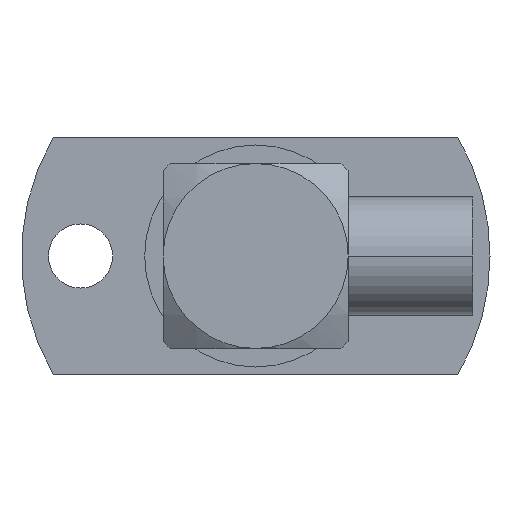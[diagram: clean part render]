
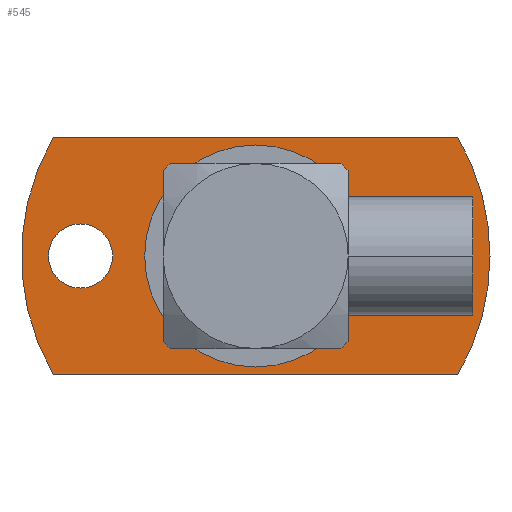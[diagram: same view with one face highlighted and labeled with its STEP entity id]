
A CAD part, front view. The second image highlights one B-rep face of the part: STEP entity #545.
In plain terms, the highlighted planar face has unit normal (0, -1, 0).
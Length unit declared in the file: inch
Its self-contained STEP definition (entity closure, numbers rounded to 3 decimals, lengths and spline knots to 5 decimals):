
#285 = CARTESIAN_POINT ( 'NONE',  ( 0.27953, 0.44094, 0. ) ) ;
#302 = ORIENTED_EDGE ( 'NONE', *, *, #7839, .T. ) ;
#388 = DIRECTION ( 'NONE',  ( -1., 0., 0. ) ) ;
#545 = ADVANCED_FACE ( 'NONE', ( #12030, #8841, #3010, #8690 ), #7508, .T. ) ;
#764 = VERTEX_POINT ( 'NONE', #1598 ) ;
#1000 = CIRCLE ( 'NONE', #13498, 0.05118 ) ;
#1207 = CARTESIAN_POINT ( 'NONE',  ( 0.33071, 0.44094, 0. ) ) ;
#1231 = EDGE_CURVE ( 'NONE', #11700, #5769, #1802, .T. ) ;
#1451 = CARTESIAN_POINT ( 'NONE',  ( 0.32276, 0.44094, 0.18898 ) ) ;
#1598 = CARTESIAN_POINT ( 'NONE',  ( -0.32276, 0.44094, -0.18898 ) ) ;
#1802 = CIRCLE ( 'NONE', #3201, 0.05118 ) ;
#1917 = ORIENTED_EDGE ( 'NONE', *, *, #5299, .F. ) ;
#1993 = ORIENTED_EDGE ( 'NONE', *, *, #13072, .T. ) ;
#2126 = CIRCLE ( 'NONE', #11329, 0.17717 ) ;
#2345 = VECTOR ( 'NONE', #8472, 39.37008 ) ;
#2376 = CARTESIAN_POINT ( 'NONE',  ( -0.17717, 0.44094, 0. ) ) ;
#2416 = CIRCLE ( 'NONE', #12555, 0.17717 ) ;
#2643 = VERTEX_POINT ( 'NONE', #1207 ) ;
#2694 = DIRECTION ( 'NONE',  ( 0., 1., 0. ) ) ;
#2706 = CARTESIAN_POINT ( 'NONE',  ( 0.37402, 0.44094, 0. ) ) ;
#2805 = ORIENTED_EDGE ( 'NONE', *, *, #12421, .T. ) ;
#3010 = FACE_BOUND ( 'NONE', #4553, .T. ) ;
#3023 = DIRECTION ( 'NONE',  ( 0., -1., 0. ) ) ;
#3087 = CARTESIAN_POINT ( 'NONE',  ( 0., 0.44094, 0. ) ) ;
#3159 = EDGE_LOOP ( 'NONE', ( #5296, #1917, #2805, #9320, #9522 ) ) ;
#3167 = ORIENTED_EDGE ( 'NONE', *, *, #8542, .T. ) ;
#3201 = AXIS2_PLACEMENT_3D ( 'NONE', #12813, #2694, #7196 ) ;
#3270 = CARTESIAN_POINT ( 'NONE',  ( -0.32276, 0.44094, 0.18898 ) ) ;
#3292 = DIRECTION ( 'NONE',  ( 0.863, 0., -0.505 ) ) ;
#3801 = CIRCLE ( 'NONE', #10631, 0.05118 ) ;
#3960 = DIRECTION ( 'NONE',  ( 0., -1., 0. ) ) ;
#4023 = EDGE_CURVE ( 'NONE', #7721, #11964, #5633, .T. ) ;
#4401 = CARTESIAN_POINT ( 'NONE',  ( 0.32276, 0.44094, -0.18898 ) ) ;
#4553 = EDGE_LOOP ( 'NONE', ( #12977, #10651 ) ) ;
#4626 = EDGE_LOOP ( 'NONE', ( #8473, #3167 ) ) ;
#4716 = DIRECTION ( 'NONE',  ( 0., 1., 0. ) ) ;
#4960 = CARTESIAN_POINT ( 'NONE',  ( -0.32276, 0.44094, 0.18898 ) ) ;
#5071 = CARTESIAN_POINT ( 'NONE',  ( 0., 0.44094, 0. ) ) ;
#5175 = CIRCLE ( 'NONE', #10840, 0.37402 ) ;
#5296 = ORIENTED_EDGE ( 'NONE', *, *, #11962, .T. ) ;
#5299 = EDGE_CURVE ( 'NONE', #8670, #764, #10902, .T. ) ;
#5347 = DIRECTION ( 'NONE',  ( 0., -1., 0. ) ) ;
#5586 = DIRECTION ( 'NONE',  ( 0., -1., 0. ) ) ;
#5633 = LINE ( 'NONE', #3270, #8561 ) ;
#5769 = VERTEX_POINT ( 'NONE', #7347 ) ;
#5968 = VERTEX_POINT ( 'NONE', #9025 ) ;
#6210 = CARTESIAN_POINT ( 'NONE',  ( 0., 0.44094, 0. ) ) ;
#6250 = CARTESIAN_POINT ( 'NONE',  ( 0., 0.44094, 0. ) ) ;
#6458 = VERTEX_POINT ( 'NONE', #2376 ) ;
#6667 = DIRECTION ( 'NONE',  ( 1., 0., 0. ) ) ;
#7044 = CIRCLE ( 'NONE', #12971, 0.37402 ) ;
#7196 = DIRECTION ( 'NONE',  ( -1., 0., 0. ) ) ;
#7290 = CARTESIAN_POINT ( 'NONE',  ( 0.32276, 0.44094, -0.18898 ) ) ;
#7347 = CARTESIAN_POINT ( 'NONE',  ( -0.33071, 0.44094, 0. ) ) ;
#7508 = PLANE ( 'NONE',  #13677 ) ;
#7586 = DIRECTION ( 'NONE',  ( 0., -1., 0. ) ) ;
#7688 = EDGE_LOOP ( 'NONE', ( #1993, #302 ) ) ;
#7709 = EDGE_CURVE ( 'NONE', #5968, #6458, #2126, .T. ) ;
#7721 = VERTEX_POINT ( 'NONE', #4960 ) ;
#7839 = EDGE_CURVE ( 'NONE', #8609, #2643, #3801, .T. ) ;
#8312 = DIRECTION ( 'NONE',  ( -0.863, 0., 0.505 ) ) ;
#8472 = DIRECTION ( 'NONE',  ( -1., 0., 0. ) ) ;
#8473 = ORIENTED_EDGE ( 'NONE', *, *, #1231, .T. ) ;
#8531 = DIRECTION ( 'NONE',  ( 0.863, 0., -0.505 ) ) ;
#8542 = EDGE_CURVE ( 'NONE', #5769, #11700, #10460, .T. ) ;
#8561 = VECTOR ( 'NONE', #6667, 39.37008 ) ;
#8609 = VERTEX_POINT ( 'NONE', #11663 ) ;
#8670 = VERTEX_POINT ( 'NONE', #4401 ) ;
#8690 = FACE_OUTER_BOUND ( 'NONE', #3159, .T. ) ;
#8841 = FACE_BOUND ( 'NONE', #4626, .T. ) ;
#9025 = CARTESIAN_POINT ( 'NONE',  ( 0.17717, 0.44094, 0. ) ) ;
#9155 = CARTESIAN_POINT ( 'NONE',  ( 0.27953, 0.44094, 0. ) ) ;
#9198 = CARTESIAN_POINT ( 'NONE',  ( 0., 0.44094, 0. ) ) ;
#9320 = ORIENTED_EDGE ( 'NONE', *, *, #12073, .T. ) ;
#9522 = ORIENTED_EDGE ( 'NONE', *, *, #4023, .F. ) ;
#9869 = AXIS2_PLACEMENT_3D ( 'NONE', #5071, #3960, #8312 ) ;
#10460 = CIRCLE ( 'NONE', #12354, 0.05118 ) ;
#10631 = AXIS2_PLACEMENT_3D ( 'NONE', #285, #4716, #12544 ) ;
#10636 = CARTESIAN_POINT ( 'NONE',  ( 0., 0.44094, 0. ) ) ;
#10651 = ORIENTED_EDGE ( 'NONE', *, *, #7709, .F. ) ;
#10695 = DIRECTION ( 'NONE',  ( -1., 0., 0. ) ) ;
#10840 = AXIS2_PLACEMENT_3D ( 'NONE', #6250, #5347, #8531 ) ;
#10902 = LINE ( 'NONE', #7290, #2345 ) ;
#11052 = CIRCLE ( 'NONE', #9869, 0.37402 ) ;
#11329 = AXIS2_PLACEMENT_3D ( 'NONE', #6210, #14048, #11749 ) ;
#11459 = DIRECTION ( 'NONE',  ( 0., 1., 0. ) ) ;
#11663 = CARTESIAN_POINT ( 'NONE',  ( 0.22835, 0.44094, 0. ) ) ;
#11700 = VERTEX_POINT ( 'NONE', #12163 ) ;
#11735 = CARTESIAN_POINT ( 'NONE',  ( -0.27953, 0.44094, 0. ) ) ;
#11749 = DIRECTION ( 'NONE',  ( 1., 0., 0. ) ) ;
#11948 = VERTEX_POINT ( 'NONE', #2706 ) ;
#11962 = EDGE_CURVE ( 'NONE', #7721, #764, #11052, .T. ) ;
#11964 = VERTEX_POINT ( 'NONE', #1451 ) ;
#12030 = FACE_BOUND ( 'NONE', #7688, .T. ) ;
#12073 = EDGE_CURVE ( 'NONE', #11948, #11964, #7044, .T. ) ;
#12098 = DIRECTION ( 'NONE',  ( 0., 0., -1. ) ) ;
#12163 = CARTESIAN_POINT ( 'NONE',  ( -0.22835, 0.44094, 0. ) ) ;
#12354 = AXIS2_PLACEMENT_3D ( 'NONE', #11735, #12851, #10695 ) ;
#12421 = EDGE_CURVE ( 'NONE', #8670, #11948, #5175, .T. ) ;
#12544 = DIRECTION ( 'NONE',  ( -1., 0., 0. ) ) ;
#12555 = AXIS2_PLACEMENT_3D ( 'NONE', #10636, #3023, #14120 ) ;
#12813 = CARTESIAN_POINT ( 'NONE',  ( -0.27953, 0.44094, 0. ) ) ;
#12851 = DIRECTION ( 'NONE',  ( 0., 1., 0. ) ) ;
#12971 = AXIS2_PLACEMENT_3D ( 'NONE', #9198, #5586, #3292 ) ;
#12977 = ORIENTED_EDGE ( 'NONE', *, *, #13229, .F. ) ;
#13072 = EDGE_CURVE ( 'NONE', #2643, #8609, #1000, .T. ) ;
#13229 = EDGE_CURVE ( 'NONE', #6458, #5968, #2416, .T. ) ;
#13498 = AXIS2_PLACEMENT_3D ( 'NONE', #9155, #11459, #388 ) ;
#13677 = AXIS2_PLACEMENT_3D ( 'NONE', #3087, #7586, #12098 ) ;
#14048 = DIRECTION ( 'NONE',  ( 0., -1., 0. ) ) ;
#14120 = DIRECTION ( 'NONE',  ( 1., 0., 0. ) ) ;
